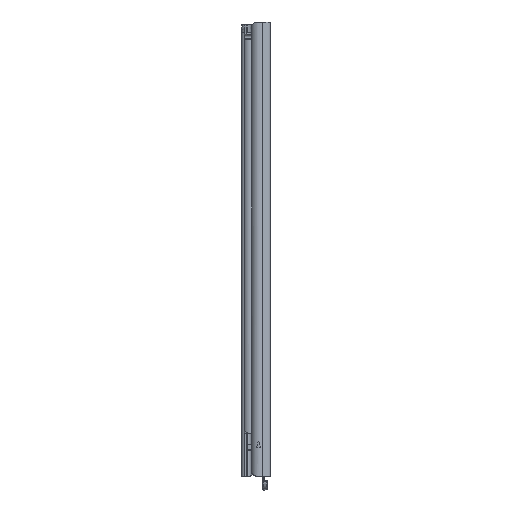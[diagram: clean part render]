
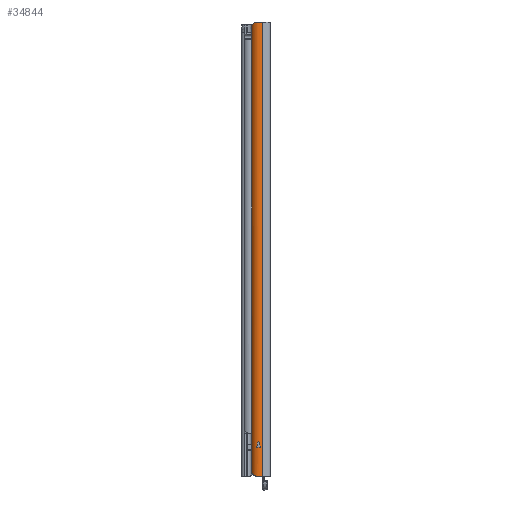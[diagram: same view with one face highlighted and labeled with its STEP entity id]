
A CAD part, left-side view. The second image highlights one B-rep face of the part: STEP entity #34844.
In plain terms, the highlighted cylindrical face has radius 6.75 mm (diameter 13.5 mm), a partial arc.
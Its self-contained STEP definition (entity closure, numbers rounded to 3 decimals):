
#448=FACE_BOUND('',#11257,.T.);
#518=ELLIPSE('',#37268,168.885,6.75);
#1815=LINE('',#54515,#5220);
#1817=LINE('',#54518,#5222);
#5220=VECTOR('',#41480,10.);
#5222=VECTOR('',#41484,10.);
#8490=CYLINDRICAL_SURFACE('',#37296,6.75);
#9371=FACE_OUTER_BOUND('',#11256,.T.);
#11256=EDGE_LOOP('',(#24732,#24733,#24734,#24735,#24736,#24737));
#11257=EDGE_LOOP('',(#24738,#24739));
#13102=CIRCLE('',#37139,6.75);
#13156=CIRCLE('',#37266,6.75);
#13161=CIRCLE('',#37297,6.75);
#14708=B_SPLINE_CURVE_WITH_KNOTS('',3,(#54446,#54447,#54448,#54449,#54450,
#54451,#54452,#54453,#54454,#54455,#54456,#54457),.UNSPECIFIED.,.F.,.F.,
(4,2,2,2,2,4),(-0.862,-0.647,-0.433,
-0.216,-0.108,0.),.UNSPECIFIED.);
#14711=B_SPLINE_CURVE_WITH_KNOTS('',3,(#54489,#54490,#54491,#54492,#54493,
#54494,#54495,#54496,#54497,#54498,#54499,#54500),.UNSPECIFIED.,.F.,.F.,
(4,2,2,2,2,4),(0.,0.108,0.216,0.433,
0.647,0.862),.UNSPECIFIED.);
#15049=VERTEX_POINT('',#52856);
#15050=VERTEX_POINT('',#52858);
#15187=VERTEX_POINT('',#53331);
#15188=VERTEX_POINT('',#53332);
#15225=VERTEX_POINT('',#54444);
#15230=VERTEX_POINT('',#54486);
#15231=VERTEX_POINT('',#54488);
#15235=VERTEX_POINT('',#54514);
#18667=EDGE_CURVE('',#15050,#15049,#13102,.T.);
#18872=EDGE_CURVE('',#15187,#15188,#13156,.T.);
#18874=EDGE_CURVE('',#15187,#15188,#518,.T.);
#18931=EDGE_CURVE('',#15049,#15225,#14708,.T.);
#18937=EDGE_CURVE('',#15231,#15230,#14711,.T.);
#18945=EDGE_CURVE('',#15235,#15050,#1815,.T.);
#18947=EDGE_CURVE('',#15231,#15225,#1817,.T.);
#18948=EDGE_CURVE('',#15230,#15235,#13161,.T.);
#24732=ORIENTED_EDGE('',*,*,#18947,.F.);
#24733=ORIENTED_EDGE('',*,*,#18937,.T.);
#24734=ORIENTED_EDGE('',*,*,#18948,.T.);
#24735=ORIENTED_EDGE('',*,*,#18945,.T.);
#24736=ORIENTED_EDGE('',*,*,#18667,.T.);
#24737=ORIENTED_EDGE('',*,*,#18931,.T.);
#24738=ORIENTED_EDGE('',*,*,#18874,.F.);
#24739=ORIENTED_EDGE('',*,*,#18872,.T.);
#34844=ADVANCED_FACE('',(#9371,#448),#8490,.T.);
#37139=AXIS2_PLACEMENT_3D('',#52859,#41001,#41002);
#37266=AXIS2_PLACEMENT_3D('',#53333,#41393,#41394);
#37268=AXIS2_PLACEMENT_3D('',#53336,#41398,#41399);
#37296=AXIS2_PLACEMENT_3D('',#54517,#41482,#41483);
#37297=AXIS2_PLACEMENT_3D('',#54519,#41485,#41486);
#41001=DIRECTION('center_axis',(0.,0.,-1.));
#41002=DIRECTION('ref_axis',(-0.428,0.904,0.));
#41393=DIRECTION('center_axis',(0.,0.,-1.));
#41394=DIRECTION('ref_axis',(-0.428,0.904,0.));
#41398=DIRECTION('center_axis',(-0.999,0.,-0.04));
#41399=DIRECTION('ref_axis',(0.04,0.,-0.999));
#41480=DIRECTION('',(0.,0.,1.));
#41482=DIRECTION('center_axis',(0.,0.,1.));
#41483=DIRECTION('ref_axis',(-0.428,0.904,0.));
#41484=DIRECTION('',(0.,0.,1.));
#41485=DIRECTION('center_axis',(0.,0.,1.));
#41486=DIRECTION('ref_axis',(-0.428,0.904,0.));
#52856=CARTESIAN_POINT('',(-35.36,11.5,400.));
#52858=CARTESIAN_POINT('',(-34.229,6.528,400.));
#52859=CARTESIAN_POINT('Origin',(-28.7,10.4,400.));
#53331=CARTESIAN_POINT('',(-35.25,8.769,25.5));
#53332=CARTESIAN_POINT('',(-35.25,12.031,25.5));
#53333=CARTESIAN_POINT('Origin',(-28.7,10.4,25.5));
#53336=CARTESIAN_POINT('Origin',(-28.7,10.4,-138.25));
#54444=CARTESIAN_POINT('',(-31.59,16.5,395.));
#54446=CARTESIAN_POINT('Ctrl Pts',(-35.36,11.5,400.));
#54447=CARTESIAN_POINT('Ctrl Pts',(-35.243,12.206,400.));
#54448=CARTESIAN_POINT('Ctrl Pts',(-35.004,12.914,399.844));
#54449=CARTESIAN_POINT('Ctrl Pts',(-34.352,14.156,399.291));
#54450=CARTESIAN_POINT('Ctrl Pts',(-33.942,14.69,398.895));
#54451=CARTESIAN_POINT('Ctrl Pts',(-33.14,15.517,398.037));
#54452=CARTESIAN_POINT('Ctrl Pts',(-32.682,15.869,397.511));
#54453=CARTESIAN_POINT('Ctrl Pts',(-32.103,16.234,396.64));
#54454=CARTESIAN_POINT('Ctrl Pts',(-31.929,16.329,396.336));
#54455=CARTESIAN_POINT('Ctrl Pts',(-31.672,16.462,395.697));
#54456=CARTESIAN_POINT('Ctrl Pts',(-31.59,16.5,395.361));
#54457=CARTESIAN_POINT('Ctrl Pts',(-31.59,16.5,395.));
#54486=CARTESIAN_POINT('',(-35.36,11.5,0.));
#54488=CARTESIAN_POINT('',(-31.59,16.5,5.));
#54489=CARTESIAN_POINT('Ctrl Pts',(-31.59,16.5,5.));
#54490=CARTESIAN_POINT('Ctrl Pts',(-31.59,16.5,4.639));
#54491=CARTESIAN_POINT('Ctrl Pts',(-31.672,16.462,4.303));
#54492=CARTESIAN_POINT('Ctrl Pts',(-31.929,16.329,3.664));
#54493=CARTESIAN_POINT('Ctrl Pts',(-32.103,16.234,3.36));
#54494=CARTESIAN_POINT('Ctrl Pts',(-32.682,15.869,2.489));
#54495=CARTESIAN_POINT('Ctrl Pts',(-33.14,15.517,1.963));
#54496=CARTESIAN_POINT('Ctrl Pts',(-33.942,14.69,1.105));
#54497=CARTESIAN_POINT('Ctrl Pts',(-34.352,14.156,0.709));
#54498=CARTESIAN_POINT('Ctrl Pts',(-35.004,12.914,0.156));
#54499=CARTESIAN_POINT('Ctrl Pts',(-35.243,12.206,0.));
#54500=CARTESIAN_POINT('Ctrl Pts',(-35.36,11.5,0.));
#54514=CARTESIAN_POINT('',(-34.229,6.528,0.));
#54515=CARTESIAN_POINT('',(-34.229,6.528,0.));
#54517=CARTESIAN_POINT('Origin',(-28.7,10.4,0.));
#54518=CARTESIAN_POINT('',(-31.59,16.5,0.));
#54519=CARTESIAN_POINT('Origin',(-28.7,10.4,0.));
